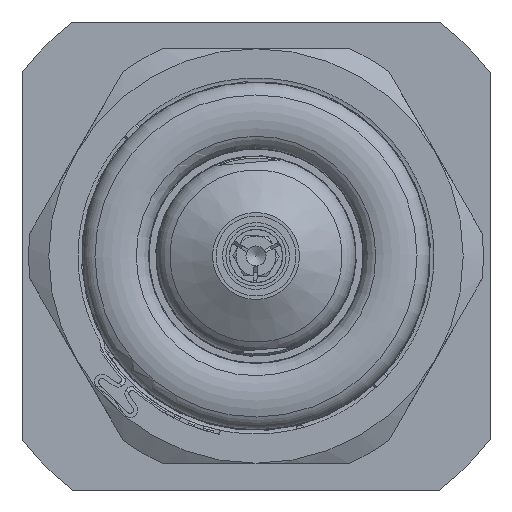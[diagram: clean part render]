
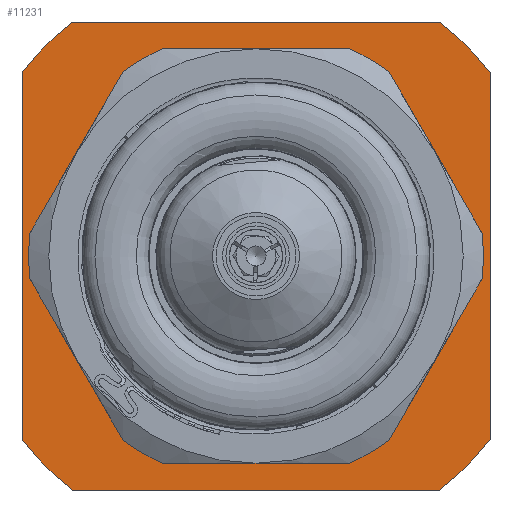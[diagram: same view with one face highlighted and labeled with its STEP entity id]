
A CAD part, left-side view. The second image highlights one B-rep face of the part: STEP entity #11231.
In plain terms, the highlighted planar face has unit normal (-1, 0, 0).
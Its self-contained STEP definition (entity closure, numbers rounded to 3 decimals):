
#490=FACE_BOUND('',#1712,.T.);
#651=PLANE('',#12116);
#1075=FACE_OUTER_BOUND('',#1711,.T.);
#1711=EDGE_LOOP('',(#8274,#8275,#8276,#8277,#8278,#8279,#8280,#8281));
#1712=EDGE_LOOP('',(#8282,#8283,#8284,#8285,#8286,#8287,#8288,#8289,#8290,
#8291,#8292,#8293));
#2177=LINE('',#16353,#2871);
#2182=LINE('',#16375,#2876);
#2397=LINE('',#20164,#3091);
#2398=LINE('',#20167,#3092);
#2399=LINE('',#20170,#3093);
#2400=LINE('',#20174,#3094);
#2401=LINE('',#20178,#3095);
#2402=LINE('',#20182,#3096);
#2403=LINE('',#20186,#3097);
#2404=LINE('',#20190,#3098);
#2871=VECTOR('',#13164,10.);
#2876=VECTOR('',#13187,10.);
#3091=VECTOR('',#14192,10.);
#3092=VECTOR('',#14195,10.);
#3093=VECTOR('',#14196,10.);
#3094=VECTOR('',#14199,10.);
#3095=VECTOR('',#14202,10.);
#3096=VECTOR('',#14205,10.);
#3097=VECTOR('',#14208,10.);
#3098=VECTOR('',#14211,10.);
#3536=CIRCLE('',#11710,44.5);
#3538=CIRCLE('',#11714,44.5);
#3544=CIRCLE('',#11723,44.5);
#3754=CIRCLE('',#12117,44.5);
#3755=CIRCLE('',#12118,34.);
#3756=CIRCLE('',#12119,34.);
#3757=CIRCLE('',#12120,34.);
#3758=CIRCLE('',#12121,34.);
#3759=CIRCLE('',#12122,34.);
#3760=CIRCLE('',#12123,34.);
#4239=VERTEX_POINT('',#16342);
#4240=VERTEX_POINT('',#16344);
#4242=VERTEX_POINT('',#16350);
#4245=VERTEX_POINT('',#16357);
#4250=VERTEX_POINT('',#16372);
#4253=VERTEX_POINT('',#16379);
#4657=VERTEX_POINT('',#20163);
#4658=VERTEX_POINT('',#20165);
#4659=VERTEX_POINT('',#20168);
#4660=VERTEX_POINT('',#20169);
#4661=VERTEX_POINT('',#20171);
#4662=VERTEX_POINT('',#20173);
#4663=VERTEX_POINT('',#20175);
#4664=VERTEX_POINT('',#20177);
#4665=VERTEX_POINT('',#20179);
#4666=VERTEX_POINT('',#20181);
#4667=VERTEX_POINT('',#20183);
#4668=VERTEX_POINT('',#20185);
#4669=VERTEX_POINT('',#20187);
#4670=VERTEX_POINT('',#20189);
#5381=EDGE_CURVE('',#4239,#4240,#3536,.T.);
#5385=EDGE_CURVE('',#4239,#4242,#2177,.T.);
#5388=EDGE_CURVE('',#4245,#4242,#3538,.T.);
#5396=EDGE_CURVE('',#4245,#4250,#2182,.T.);
#5399=EDGE_CURVE('',#4253,#4250,#3544,.T.);
#5990=EDGE_CURVE('',#4253,#4657,#2397,.T.);
#5991=EDGE_CURVE('',#4658,#4657,#3754,.T.);
#5992=EDGE_CURVE('',#4658,#4240,#2398,.T.);
#5993=EDGE_CURVE('',#4659,#4660,#2399,.T.);
#5994=EDGE_CURVE('',#4660,#4661,#3755,.T.);
#5995=EDGE_CURVE('',#4661,#4662,#2400,.T.);
#5996=EDGE_CURVE('',#4662,#4663,#3756,.T.);
#5997=EDGE_CURVE('',#4663,#4664,#2401,.T.);
#5998=EDGE_CURVE('',#4664,#4665,#3757,.T.);
#5999=EDGE_CURVE('',#4665,#4666,#2402,.T.);
#6000=EDGE_CURVE('',#4666,#4667,#3758,.T.);
#6001=EDGE_CURVE('',#4667,#4668,#2403,.T.);
#6002=EDGE_CURVE('',#4668,#4669,#3759,.T.);
#6003=EDGE_CURVE('',#4669,#4670,#2404,.T.);
#6004=EDGE_CURVE('',#4670,#4659,#3760,.T.);
#8274=ORIENTED_EDGE('',*,*,#5396,.T.);
#8275=ORIENTED_EDGE('',*,*,#5399,.F.);
#8276=ORIENTED_EDGE('',*,*,#5990,.T.);
#8277=ORIENTED_EDGE('',*,*,#5991,.F.);
#8278=ORIENTED_EDGE('',*,*,#5992,.T.);
#8279=ORIENTED_EDGE('',*,*,#5381,.F.);
#8280=ORIENTED_EDGE('',*,*,#5385,.T.);
#8281=ORIENTED_EDGE('',*,*,#5388,.F.);
#8282=ORIENTED_EDGE('',*,*,#5993,.T.);
#8283=ORIENTED_EDGE('',*,*,#5994,.T.);
#8284=ORIENTED_EDGE('',*,*,#5995,.T.);
#8285=ORIENTED_EDGE('',*,*,#5996,.T.);
#8286=ORIENTED_EDGE('',*,*,#5997,.T.);
#8287=ORIENTED_EDGE('',*,*,#5998,.T.);
#8288=ORIENTED_EDGE('',*,*,#5999,.T.);
#8289=ORIENTED_EDGE('',*,*,#6000,.T.);
#8290=ORIENTED_EDGE('',*,*,#6001,.T.);
#8291=ORIENTED_EDGE('',*,*,#6002,.T.);
#8292=ORIENTED_EDGE('',*,*,#6003,.T.);
#8293=ORIENTED_EDGE('',*,*,#6004,.T.);
#11231=ADVANCED_FACE('',(#1075,#490),#651,.T.);
#11710=AXIS2_PLACEMENT_3D('',#16345,#13156,#13157);
#11714=AXIS2_PLACEMENT_3D('',#16359,#13169,#13170);
#11723=AXIS2_PLACEMENT_3D('',#16381,#13192,#13193);
#12116=AXIS2_PLACEMENT_3D('',#20162,#14190,#14191);
#12117=AXIS2_PLACEMENT_3D('',#20166,#14193,#14194);
#12118=AXIS2_PLACEMENT_3D('',#20172,#14197,#14198);
#12119=AXIS2_PLACEMENT_3D('',#20176,#14200,#14201);
#12120=AXIS2_PLACEMENT_3D('',#20180,#14203,#14204);
#12121=AXIS2_PLACEMENT_3D('',#20184,#14206,#14207);
#12122=AXIS2_PLACEMENT_3D('',#20188,#14209,#14210);
#12123=AXIS2_PLACEMENT_3D('',#20191,#14212,#14213);
#13156=DIRECTION('center_axis',(1.,0.,0.));
#13157=DIRECTION('ref_axis',(0.,1.,0.));
#13164=DIRECTION('',(0.,0.,-1.));
#13169=DIRECTION('center_axis',(1.,0.,0.));
#13170=DIRECTION('ref_axis',(0.,1.,0.));
#13187=DIRECTION('',(0.,-1.,0.));
#13192=DIRECTION('center_axis',(1.,0.,0.));
#13193=DIRECTION('ref_axis',(0.,1.,0.));
#14190=DIRECTION('center_axis',(-1.,0.,0.));
#14191=DIRECTION('ref_axis',(0.,0.,1.));
#14192=DIRECTION('',(0.,0.,1.));
#14193=DIRECTION('center_axis',(1.,0.,0.));
#14194=DIRECTION('ref_axis',(0.,1.,0.));
#14195=DIRECTION('',(0.,1.,0.));
#14196=DIRECTION('',(0.,0.5,-0.866));
#14197=DIRECTION('center_axis',(1.,0.,0.));
#14198=DIRECTION('ref_axis',(0.,0.,
-1.));
#14199=DIRECTION('',(0.,1.,0.));
#14200=DIRECTION('center_axis',(1.,0.,0.));
#14201=DIRECTION('ref_axis',(0.,0.,
-1.));
#14202=DIRECTION('',(0.,0.5,0.866));
#14203=DIRECTION('center_axis',(1.,0.,0.));
#14204=DIRECTION('ref_axis',(0.,0.,
-1.));
#14205=DIRECTION('',(0.,-0.5,0.866));
#14206=DIRECTION('center_axis',(1.,0.,0.));
#14207=DIRECTION('ref_axis',(0.,0.,
-1.));
#14208=DIRECTION('',(0.,-1.,0.));
#14209=DIRECTION('center_axis',(1.,0.,0.));
#14210=DIRECTION('ref_axis',(0.,0.,
-1.));
#14211=DIRECTION('',(0.,-0.5,-0.866));
#14212=DIRECTION('center_axis',(1.,0.,0.));
#14213=DIRECTION('ref_axis',(0.,0.,
-1.));
#16342=CARTESIAN_POINT('',(0.,35.,27.482));
#16344=CARTESIAN_POINT('',(0.,27.482,35.));
#16345=CARTESIAN_POINT('Origin',(0.,0.,
0.));
#16350=CARTESIAN_POINT('',(0.,35.,-27.482));
#16353=CARTESIAN_POINT('',(0.,35.,17.5));
#16357=CARTESIAN_POINT('',(0.,27.482,-35.));
#16359=CARTESIAN_POINT('Origin',(0.,0.,
0.));
#16372=CARTESIAN_POINT('',(0.,-27.482,-35.));
#16375=CARTESIAN_POINT('',(0.,35.65,-35.));
#16379=CARTESIAN_POINT('',(0.,-35.,-27.482));
#16381=CARTESIAN_POINT('Origin',(0.,0.,
0.));
#20162=CARTESIAN_POINT('Origin',(0.,36.3,0.));
#20163=CARTESIAN_POINT('',(0.,-35.,27.482));
#20164=CARTESIAN_POINT('',(0.,-35.,-17.5));
#20165=CARTESIAN_POINT('',(0.,-27.482,35.));
#20166=CARTESIAN_POINT('Origin',(0.,0.,
0.));
#20167=CARTESIAN_POINT('',(0.,0.65,35.));
#20168=CARTESIAN_POINT('',(0.,-33.829,-3.407));
#20169=CARTESIAN_POINT('',(0.,-19.865,-27.593));
#20170=CARTESIAN_POINT('',(0.,-26.169,-16.675));
#20171=CARTESIAN_POINT('',(0.,-13.964,-31.));
#20172=CARTESIAN_POINT('Origin',(0.,0.,
0.));
#20173=CARTESIAN_POINT('',(0.,13.964,-31.));
#20174=CARTESIAN_POINT('',(0.,-12.5,-31.));
#20175=CARTESIAN_POINT('',(0.,19.865,-27.593));
#20176=CARTESIAN_POINT('Origin',(0.,0.,
0.));
#20177=CARTESIAN_POINT('',(0.,33.829,-3.407));
#20178=CARTESIAN_POINT('',(0.,13.669,-38.325));
#20179=CARTESIAN_POINT('',(0.,33.829,3.407));
#20180=CARTESIAN_POINT('Origin',(0.,0.,
0.));
#20181=CARTESIAN_POINT('',(0.,19.865,27.593));
#20182=CARTESIAN_POINT('',(0.,40.025,-7.325));
#20183=CARTESIAN_POINT('',(0.,13.964,31.));
#20184=CARTESIAN_POINT('Origin',(0.,0.,
0.));
#20185=CARTESIAN_POINT('',(0.,-13.964,31.));
#20186=CARTESIAN_POINT('',(0.,12.5,31.));
#20187=CARTESIAN_POINT('',(0.,-19.865,27.593));
#20188=CARTESIAN_POINT('Origin',(0.,0.,
0.));
#20189=CARTESIAN_POINT('',(0.,-33.829,3.407));
#20190=CARTESIAN_POINT('',(0.,-27.525,14.325));
#20191=CARTESIAN_POINT('Origin',(0.,0.,
0.));
